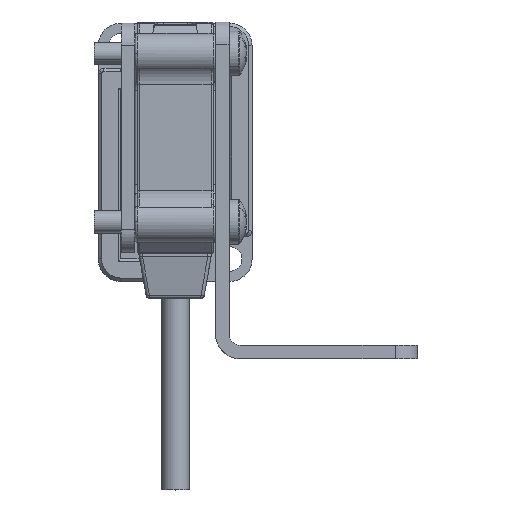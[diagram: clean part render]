
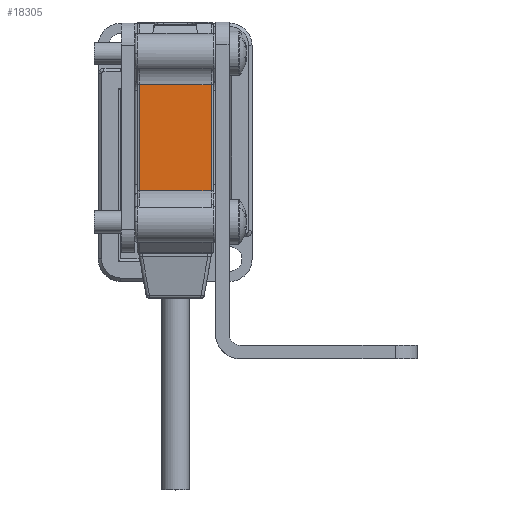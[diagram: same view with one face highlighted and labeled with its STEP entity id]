
A CAD part, top view. The second image highlights one B-rep face of the part: STEP entity #18305.
In plain terms, the highlighted planar face has unit normal (0, 0, 1).
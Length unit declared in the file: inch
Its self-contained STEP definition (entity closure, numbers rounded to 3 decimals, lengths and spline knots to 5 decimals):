
#1311 = DIRECTION ( 'NONE',  ( -1., 0., 0. ) ) ;
#3629 = VERTEX_POINT ( 'NONE', #10193 ) ;
#4900 = DIRECTION ( 'NONE',  ( 0., 0., 1. ) ) ;
#6911 = ORIENTED_EDGE ( 'NONE', *, *, #11498, .T. ) ;
#7035 = VERTEX_POINT ( 'NONE', #21566 ) ;
#7284 = DIRECTION ( 'NONE',  ( 0., -1., 0. ) ) ;
#7607 = FACE_OUTER_BOUND ( 'NONE', #19421, .T. ) ;
#9209 = LINE ( 'NONE', #15461, #22047 ) ;
#9653 = CARTESIAN_POINT ( 'NONE',  ( 0.51601, -0.42292, 1.80624 ) ) ;
#9663 = CARTESIAN_POINT ( 'NONE',  ( 0.25223, -0.42292, 1.80624 ) ) ;
#10193 = CARTESIAN_POINT ( 'NONE',  ( 0.26405, 0.06177, 1.80624 ) ) ;
#10302 = LINE ( 'NONE', #15391, #27746 ) ;
#11487 = ORIENTED_EDGE ( 'NONE', *, *, #14778, .T. ) ;
#11498 = EDGE_CURVE ( 'NONE', #29031, #7035, #9209, .T. ) ;
#11675 = VECTOR ( 'NONE', #30422, 39.37008 ) ;
#13440 = CARTESIAN_POINT ( 'NONE',  ( 0.25223, 0.06177, 1.80624 ) ) ;
#14778 = EDGE_CURVE ( 'NONE', #3629, #30666, #25517, .T. ) ;
#15391 = CARTESIAN_POINT ( 'NONE',  ( 0.26405, -0.42292, 1.80624 ) ) ;
#15461 = CARTESIAN_POINT ( 'NONE',  ( 0.25223, 0.43411, 1.80624 ) ) ;
#18305 = ADVANCED_FACE ( 'NONE', ( #7607 ), #19874, .T. ) ;
#19421 = EDGE_LOOP ( 'NONE', ( #11487, #29151, #6911, #29414 ) ) ;
#19874 = PLANE ( 'NONE',  #27991 ) ;
#20984 = CARTESIAN_POINT ( 'NONE',  ( 0.51601, 0.06177, 1.80624 ) ) ;
#21566 = CARTESIAN_POINT ( 'NONE',  ( 0.26405, 0.43411, 1.80624 ) ) ;
#21614 = LINE ( 'NONE', #9653, #29844 ) ;
#22047 = VECTOR ( 'NONE', #1311, 39.37008 ) ;
#23516 = DIRECTION ( 'NONE',  ( 0., 1., 0. ) ) ;
#25517 = LINE ( 'NONE', #13440, #11675 ) ;
#27388 = EDGE_CURVE ( 'NONE', #7035, #3629, #10302, .T. ) ;
#27746 = VECTOR ( 'NONE', #29515, 39.37008 ) ;
#27991 = AXIS2_PLACEMENT_3D ( 'NONE', #9663, #4900, #7284 ) ;
#29031 = VERTEX_POINT ( 'NONE', #30429 ) ;
#29151 = ORIENTED_EDGE ( 'NONE', *, *, #30700, .T. ) ;
#29414 = ORIENTED_EDGE ( 'NONE', *, *, #27388, .T. ) ;
#29515 = DIRECTION ( 'NONE',  ( 0., -1., 0. ) ) ;
#29844 = VECTOR ( 'NONE', #23516, 39.37008 ) ;
#30422 = DIRECTION ( 'NONE',  ( 1., 0., 0. ) ) ;
#30429 = CARTESIAN_POINT ( 'NONE',  ( 0.51601, 0.43411, 1.80624 ) ) ;
#30666 = VERTEX_POINT ( 'NONE', #20984 ) ;
#30700 = EDGE_CURVE ( 'NONE', #30666, #29031, #21614, .T. ) ;
